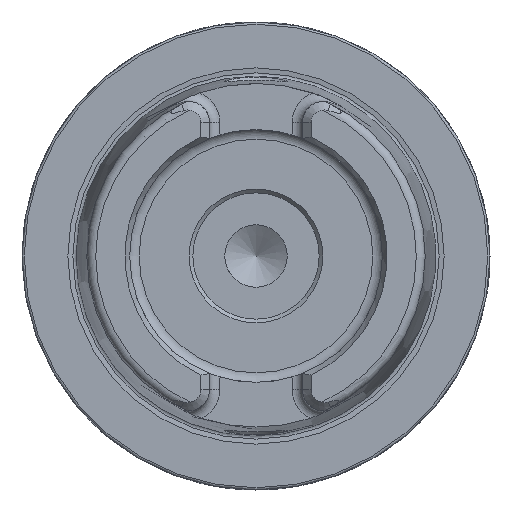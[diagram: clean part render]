
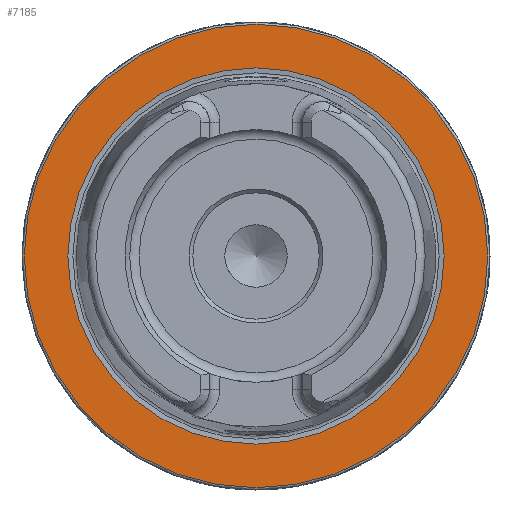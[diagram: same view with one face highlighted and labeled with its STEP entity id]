
A CAD part, left-side view. The second image highlights one B-rep face of the part: STEP entity #7185.
In plain terms, the highlighted planar face has unit normal (-1, 0, 0).
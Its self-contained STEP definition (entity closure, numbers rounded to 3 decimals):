
#177 = EDGE_LOOP ( 'NONE', ( #6686 ) ) ;
#363 = DIRECTION ( 'NONE',  ( 1., 0., 0. ) ) ;
#437 = FACE_BOUND ( 'NONE', #177, .T. ) ;
#542 = AXIS2_PLACEMENT_3D ( 'NONE', #5348, #363, #2257 ) ;
#899 = FACE_OUTER_BOUND ( 'NONE', #7514, .T. ) ;
#1972 = AXIS2_PLACEMENT_3D ( 'NONE', #6957, #3245, #4453 ) ;
#2035 = AXIS2_PLACEMENT_3D ( 'NONE', #3555, #2284, #4175 ) ;
#2133 = VERTEX_POINT ( 'NONE', #6320 ) ;
#2257 = DIRECTION ( 'NONE',  ( 0., 0., -1. ) ) ;
#2284 = DIRECTION ( 'NONE',  ( -1., 0., 0. ) ) ;
#2633 = CARTESIAN_POINT ( 'NONE',  ( 0., 0., 31.2 ) ) ;
#3245 = DIRECTION ( 'NONE',  ( -1., 0., 0. ) ) ;
#3291 = CIRCLE ( 'NONE', #1972, 25.324 ) ;
#3555 = CARTESIAN_POINT ( 'NONE',  ( 0., 0., 0. ) ) ;
#4103 = EDGE_CURVE ( 'NONE', #2133, #2133, #3291, .T. ) ;
#4175 = DIRECTION ( 'NONE',  ( 0., 0., 1. ) ) ;
#4453 = DIRECTION ( 'NONE',  ( 0., 0., 1. ) ) ;
#5189 = ORIENTED_EDGE ( 'NONE', *, *, #6175, .T. ) ;
#5348 = CARTESIAN_POINT ( 'NONE',  ( 0., 31.2, 0. ) ) ;
#5487 = CIRCLE ( 'NONE', #2035, 31.2 ) ;
#6175 = EDGE_CURVE ( 'NONE', #6504, #6504, #5487, .T. ) ;
#6320 = CARTESIAN_POINT ( 'NONE',  ( 0., 0., 25.324 ) ) ;
#6504 = VERTEX_POINT ( 'NONE', #2633 ) ;
#6686 = ORIENTED_EDGE ( 'NONE', *, *, #4103, .F. ) ;
#6957 = CARTESIAN_POINT ( 'NONE',  ( 0., 0., 0. ) ) ;
#7185 = ADVANCED_FACE ( 'NONE', ( #437, #899 ), #7233, .F. ) ;
#7233 = PLANE ( 'NONE',  #542 ) ;
#7514 = EDGE_LOOP ( 'NONE', ( #5189 ) ) ;
